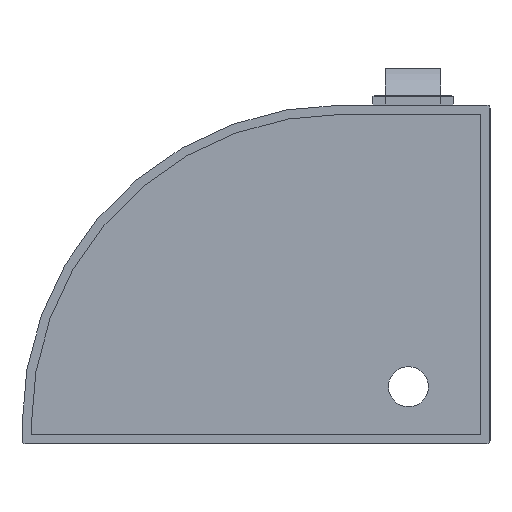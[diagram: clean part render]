
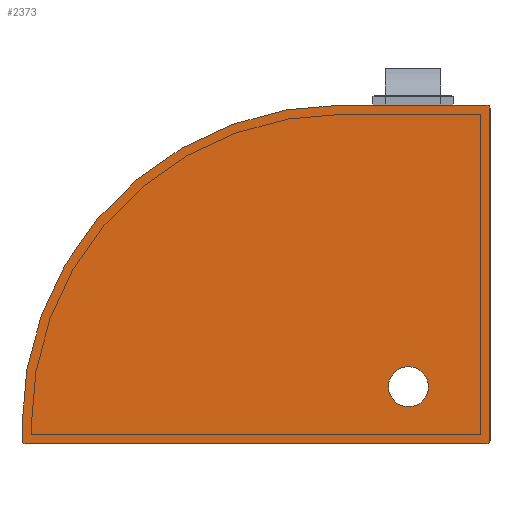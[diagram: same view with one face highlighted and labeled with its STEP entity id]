
A CAD part, left-side view. The second image highlights one B-rep face of the part: STEP entity #2373.
In plain terms, the highlighted planar face has unit normal (-1, 0, 0).
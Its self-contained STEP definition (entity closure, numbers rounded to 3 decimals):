
#92 = CIRCLE ( 'NONE', #4482, 0.5 ) ;
#150 = CIRCLE ( 'NONE', #542, 0.5 ) ;
#271 = PLANE ( 'NONE',  #1202 ) ;
#424 = DIRECTION ( 'NONE',  ( 0., -1., 0. ) ) ;
#453 = ORIENTED_EDGE ( 'NONE', *, *, #3354, .T. ) ;
#460 = CARTESIAN_POINT ( 'NONE',  ( -251., 11.5, -24.5 ) ) ;
#514 = VERTEX_POINT ( 'NONE', #4850 ) ;
#535 = ORIENTED_EDGE ( 'NONE', *, *, #6042, .F. ) ;
#542 = AXIS2_PLACEMENT_3D ( 'NONE', #2348, #5595, #2878 ) ;
#710 = DIRECTION ( 'NONE',  ( 1., 0., 0. ) ) ;
#833 = LINE ( 'NONE', #1641, #3255 ) ;
#875 = LINE ( 'NONE', #3667, #4365 ) ;
#898 = CIRCLE ( 'NONE', #5956, 52. ) ;
#913 = DIRECTION ( 'NONE',  ( 0., 0., 1. ) ) ;
#938 = EDGE_LOOP ( 'NONE', ( #5363, #453, #1655, #2353, #535, #5740, #1231, #1721 ) ) ;
#1081 = CARTESIAN_POINT ( 'NONE',  ( -251., 11.5, 27.5 ) ) ;
#1110 = LINE ( 'NONE', #1816, #5960 ) ;
#1117 = CARTESIAN_POINT ( 'NONE',  ( -251., 63., -27.5 ) ) ;
#1198 = CARTESIAN_POINT ( 'NONE',  ( -251., -12., -27.5 ) ) ;
#1202 = AXIS2_PLACEMENT_3D ( 'NONE', #2088, #710, #4053 ) ;
#1231 = ORIENTED_EDGE ( 'NONE', *, *, #4707, .F. ) ;
#1306 = CARTESIAN_POINT ( 'NONE',  ( -251., 63.5, -24.5 ) ) ;
#1449 = LINE ( 'NONE', #2838, #3880 ) ;
#1641 = CARTESIAN_POINT ( 'NONE',  ( -251., -12.5, 27.5 ) ) ;
#1655 = ORIENTED_EDGE ( 'NONE', *, *, #5258, .F. ) ;
#1721 = ORIENTED_EDGE ( 'NONE', *, *, #4009, .F. ) ;
#1805 = VERTEX_POINT ( 'NONE', #3842 ) ;
#1816 = CARTESIAN_POINT ( 'NONE',  ( -251., 63.5, -24.5 ) ) ;
#2088 = CARTESIAN_POINT ( 'NONE',  ( -251., 11.5, -24.5 ) ) ;
#2193 = DIRECTION ( 'NONE',  ( 1., 0., 0. ) ) ;
#2222 = CIRCLE ( 'NONE', #4998, 3.25 ) ;
#2341 = VERTEX_POINT ( 'NONE', #1198 ) ;
#2348 = CARTESIAN_POINT ( 'NONE',  ( -251., 63., -27. ) ) ;
#2353 = ORIENTED_EDGE ( 'NONE', *, *, #5180, .T. ) ;
#2373 = ADVANCED_FACE ( 'NONE', ( #4719, #5796 ), #271, .F. ) ;
#2421 = EDGE_CURVE ( 'NONE', #5993, #514, #2948, .T. ) ;
#2685 = DIRECTION ( 'NONE',  ( -1., 0., 0. ) ) ;
#2809 = DIRECTION ( 'NONE',  ( -1., 0., 0. ) ) ;
#2838 = CARTESIAN_POINT ( 'NONE',  ( -251., 11.5, 27.5 ) ) ;
#2878 = DIRECTION ( 'NONE',  ( 0., 0., -1. ) ) ;
#2899 = ORIENTED_EDGE ( 'NONE', *, *, #4572, .T. ) ;
#2948 = CIRCLE ( 'NONE', #4916, 0.5 ) ;
#3119 = VERTEX_POINT ( 'NONE', #5903 ) ;
#3255 = VECTOR ( 'NONE', #4983, 1000. ) ;
#3354 = EDGE_CURVE ( 'NONE', #4152, #5636, #150, .T. ) ;
#3667 = CARTESIAN_POINT ( 'NONE',  ( -251., -12.5, -27.5 ) ) ;
#3786 = DIRECTION ( 'NONE',  ( 1., 0., 0. ) ) ;
#3804 = CARTESIAN_POINT ( 'NONE',  ( -251., -12.5, 27. ) ) ;
#3842 = CARTESIAN_POINT ( 'NONE',  ( -251., -12.5, -27. ) ) ;
#3880 = VECTOR ( 'NONE', #424, 1000. ) ;
#4009 = EDGE_CURVE ( 'NONE', #5917, #5079, #898, .T. ) ;
#4053 = DIRECTION ( 'NONE',  ( 0., 0., 1. ) ) ;
#4152 = VERTEX_POINT ( 'NONE', #5247 ) ;
#4365 = VECTOR ( 'NONE', #4561, 1000. ) ;
#4482 = AXIS2_PLACEMENT_3D ( 'NONE', #5407, #2685, #5871 ) ;
#4561 = DIRECTION ( 'NONE',  ( 0., 1., 0. ) ) ;
#4572 = EDGE_CURVE ( 'NONE', #3119, #3119, #2222, .T. ) ;
#4707 = EDGE_CURVE ( 'NONE', #5079, #514, #1449, .T. ) ;
#4719 = FACE_OUTER_BOUND ( 'NONE', #938, .T. ) ;
#4850 = CARTESIAN_POINT ( 'NONE',  ( -251., -12., 27.5 ) ) ;
#4916 = AXIS2_PLACEMENT_3D ( 'NONE', #5531, #2809, #5986 ) ;
#4983 = DIRECTION ( 'NONE',  ( 0., 0., -1. ) ) ;
#4998 = AXIS2_PLACEMENT_3D ( 'NONE', #5024, #2193, #5476 ) ;
#5024 = CARTESIAN_POINT ( 'NONE',  ( -251., 0.75, -18.25 ) ) ;
#5079 = VERTEX_POINT ( 'NONE', #1081 ) ;
#5152 = EDGE_LOOP ( 'NONE', ( #2899 ) ) ;
#5180 = EDGE_CURVE ( 'NONE', #2341, #1805, #92, .T. ) ;
#5247 = CARTESIAN_POINT ( 'NONE',  ( -251., 63.5, -27. ) ) ;
#5258 = EDGE_CURVE ( 'NONE', #2341, #5636, #875, .T. ) ;
#5363 = ORIENTED_EDGE ( 'NONE', *, *, #5979, .F. ) ;
#5407 = CARTESIAN_POINT ( 'NONE',  ( -251., -12., -27. ) ) ;
#5476 = DIRECTION ( 'NONE',  ( 0., 0., -1. ) ) ;
#5531 = CARTESIAN_POINT ( 'NONE',  ( -251., -12., 27. ) ) ;
#5595 = DIRECTION ( 'NONE',  ( -1., 0., 0. ) ) ;
#5607 = DIRECTION ( 'NONE',  ( 0., 0., 1. ) ) ;
#5636 = VERTEX_POINT ( 'NONE', #1117 ) ;
#5740 = ORIENTED_EDGE ( 'NONE', *, *, #2421, .T. ) ;
#5796 = FACE_BOUND ( 'NONE', #5152, .T. ) ;
#5871 = DIRECTION ( 'NONE',  ( 0., 0., -1. ) ) ;
#5903 = CARTESIAN_POINT ( 'NONE',  ( -251., 0.75, -21.5 ) ) ;
#5917 = VERTEX_POINT ( 'NONE', #1306 ) ;
#5956 = AXIS2_PLACEMENT_3D ( 'NONE', #460, #3786, #913 ) ;
#5960 = VECTOR ( 'NONE', #5607, 1000. ) ;
#5979 = EDGE_CURVE ( 'NONE', #4152, #5917, #1110, .T. ) ;
#5986 = DIRECTION ( 'NONE',  ( 0., 0., -1. ) ) ;
#5993 = VERTEX_POINT ( 'NONE', #3804 ) ;
#6042 = EDGE_CURVE ( 'NONE', #5993, #1805, #833, .T. ) ;
